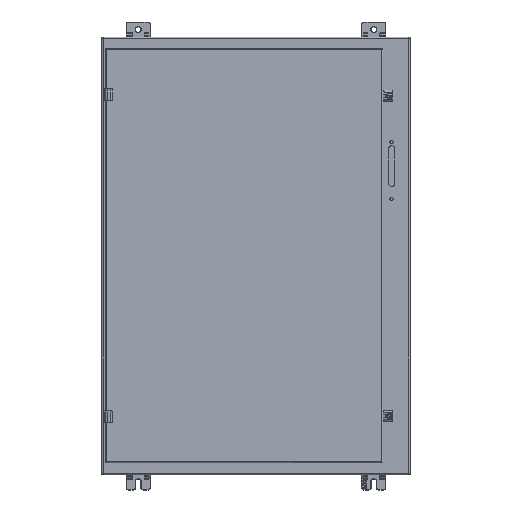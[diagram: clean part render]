
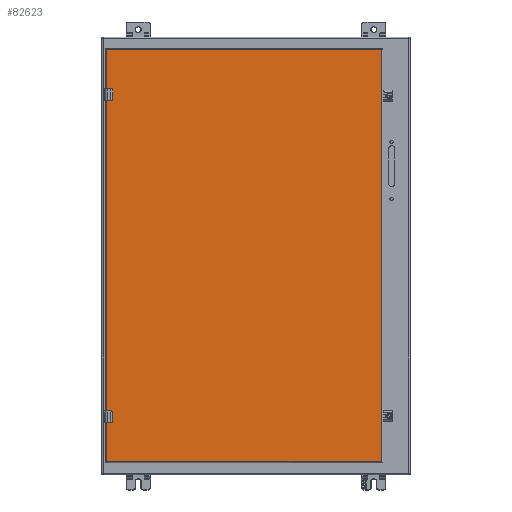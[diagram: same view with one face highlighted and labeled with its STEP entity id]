
A CAD part, top view. The second image highlights one B-rep face of the part: STEP entity #82623.
In plain terms, the highlighted planar face has unit normal (0, 0, 1).
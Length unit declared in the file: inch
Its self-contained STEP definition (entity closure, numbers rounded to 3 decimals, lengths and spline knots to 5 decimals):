
#3541 = ORIENTED_EDGE ( 'NONE', *, *, #64272, .T. ) ;
#6697 = ORIENTED_EDGE ( 'NONE', *, *, #36139, .T. ) ;
#9676 = VERTEX_POINT ( 'NONE', #42472 ) ;
#13142 = DIRECTION ( 'NONE',  ( -1., 0., 0. ) ) ;
#13862 = LINE ( 'NONE', #26944, #14086 ) ;
#14086 = VECTOR ( 'NONE', #108542, 39.37008 ) ;
#17683 = LINE ( 'NONE', #53054, #89903 ) ;
#18410 = CARTESIAN_POINT ( 'NONE',  ( 10.35876, 16.95263, 5.068 ) ) ;
#18989 = CARTESIAN_POINT ( 'NONE',  ( -12.28376, 16.95263, 5.068 ) ) ;
#24244 = EDGE_CURVE ( 'NONE', #31803, #9676, #83232, .T. ) ;
#24765 = CARTESIAN_POINT ( 'NONE',  ( 0., -16.95263, 5.068 ) ) ;
#26944 = CARTESIAN_POINT ( 'NONE',  ( 10.35876, 0., 5.068 ) ) ;
#27055 = VERTEX_POINT ( 'NONE', #18410 ) ;
#29224 = DIRECTION ( 'NONE',  ( 0., -1., 0. ) ) ;
#31803 = VERTEX_POINT ( 'NONE', #67764 ) ;
#36024 = VECTOR ( 'NONE', #93265, 39.37008 ) ;
#36139 = EDGE_CURVE ( 'NONE', #78029, #31803, #17683, .T. ) ;
#40870 = PLANE ( 'NONE',  #143177 ) ;
#42472 = CARTESIAN_POINT ( 'NONE',  ( 10.35876, -16.95263, 5.068 ) ) ;
#53054 = CARTESIAN_POINT ( 'NONE',  ( -12.28376, 0., 5.068 ) ) ;
#64272 = EDGE_CURVE ( 'NONE', #9676, #27055, #13862, .T. ) ;
#67764 = CARTESIAN_POINT ( 'NONE',  ( -12.28376, -16.95263, 5.068 ) ) ;
#77785 = DIRECTION ( 'NONE',  ( 1., 0., 0. ) ) ;
#78029 = VERTEX_POINT ( 'NONE', #18989 ) ;
#80551 = ORIENTED_EDGE ( 'NONE', *, *, #24244, .T. ) ;
#82137 = ORIENTED_EDGE ( 'NONE', *, *, #150743, .T. ) ;
#82623 = ADVANCED_FACE ( 'NONE', ( #149270 ), #40870, .T. ) ;
#83232 = LINE ( 'NONE', #24765, #36024 ) ;
#87847 = CARTESIAN_POINT ( 'NONE',  ( 0., 0., 5.068 ) ) ;
#89903 = VECTOR ( 'NONE', #29224, 39.37008 ) ;
#93265 = DIRECTION ( 'NONE',  ( 1., 0., 0. ) ) ;
#102215 = VECTOR ( 'NONE', #13142, 39.37008 ) ;
#108542 = DIRECTION ( 'NONE',  ( 0., 1., 0. ) ) ;
#114722 = DIRECTION ( 'NONE',  ( 0., 0., 1. ) ) ;
#117857 = CARTESIAN_POINT ( 'NONE',  ( 0., 16.95263, 5.068 ) ) ;
#128585 = LINE ( 'NONE', #117857, #102215 ) ;
#137987 = EDGE_LOOP ( 'NONE', ( #6697, #80551, #3541, #82137 ) ) ;
#143177 = AXIS2_PLACEMENT_3D ( 'NONE', #87847, #114722, #77785 ) ;
#149270 = FACE_OUTER_BOUND ( 'NONE', #137987, .T. ) ;
#150743 = EDGE_CURVE ( 'NONE', #27055, #78029, #128585, .T. ) ;
